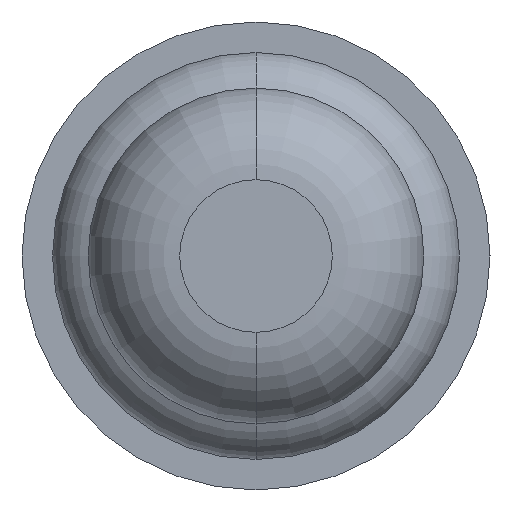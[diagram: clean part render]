
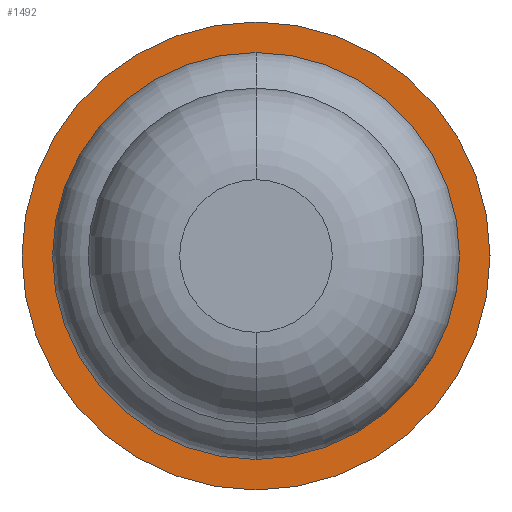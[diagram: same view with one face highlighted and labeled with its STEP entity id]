
A CAD part, front view. The second image highlights one B-rep face of the part: STEP entity #1492.
In plain terms, the highlighted planar face has unit normal (0, -1, 0).
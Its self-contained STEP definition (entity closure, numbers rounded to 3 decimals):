
#32 = ORIENTED_EDGE ( 'NONE', *, *, #112, .F. ) ;
#48 = FACE_OUTER_BOUND ( 'NONE', #2226, .T. ) ;
#112 = EDGE_CURVE ( 'Defeature ausgef�hrt2_10+Defeature ausgef�hrt2_11+Defeature ausgef�hrt2_11+Defeature ausgef�hrt2_11', #2122, #3164, #623, .T. ) ;
#124 = AXIS2_PLACEMENT_3D ( 'NONE', #4011, #3997, #956 ) ;
#347 = CIRCLE ( 'NONE', #2197, 0.5 ) ;
#377 = CARTESIAN_POINT ( 'NONE',  ( 0., 5.3, 1.15 ) ) ;
#623 = CIRCLE ( 'NONE', #3462, 1.15 ) ;
#824 = AXIS2_PLACEMENT_3D ( 'NONE', #2934, #3321, #941 ) ;
#923 = CARTESIAN_POINT ( 'NONE',  ( 0., 5.3, 0.5 ) ) ;
#941 = DIRECTION ( 'NONE',  ( 0., 0., 1. ) ) ;
#956 = DIRECTION ( 'NONE',  ( 0., 0., -1. ) ) ;
#1341 = DIRECTION ( 'NONE',  ( 0., 1., 0. ) ) ;
#1409 = FACE_BOUND ( 'NONE', #2331, .T. ) ;
#1439 = DIRECTION ( 'NONE',  ( 0., 1., 0. ) ) ;
#1454 = CIRCLE ( 'NONE', #3554, 1.15 ) ;
#1492 = ADVANCED_FACE ( 'Defeature ausgef�hrt2_11', ( #1409, #48 ), #2978, .T. ) ;
#1775 = DIRECTION ( 'NONE',  ( 0., 0., 1. ) ) ;
#1831 = CARTESIAN_POINT ( 'NONE',  ( 0., 5.3, -0.5 ) ) ;
#1912 = VERTEX_POINT ( 'NONE', #923 ) ;
#2093 = CARTESIAN_POINT ( 'NONE',  ( 0., 5.3, 0. ) ) ;
#2122 = VERTEX_POINT ( 'NONE', #377 ) ;
#2197 = AXIS2_PLACEMENT_3D ( 'NONE', #2093, #1439, #2423 ) ;
#2226 = EDGE_LOOP ( 'NONE', ( #32, #3908 ) ) ;
#2331 = EDGE_LOOP ( 'NONE', ( #4116, #3976 ) ) ;
#2410 = CARTESIAN_POINT ( 'NONE',  ( 0., 5.3, 0. ) ) ;
#2423 = DIRECTION ( 'NONE',  ( 0., 0., 1. ) ) ;
#2725 = DIRECTION ( 'NONE',  ( 0., 1., 0. ) ) ;
#2735 = CARTESIAN_POINT ( 'NONE',  ( 0., 5.3, 0. ) ) ;
#2855 = CIRCLE ( 'NONE', #824, 0.5 ) ;
#2880 = EDGE_CURVE ( 'Defeature ausgef�hrt2_10+Defeature ausgef�hrt2_11+Defeature ausgef�hrt2_11+Defeature ausgef�hrt2_11', #3164, #2122, #1454, .T. ) ;
#2934 = CARTESIAN_POINT ( 'NONE',  ( 0., 5.3, 0. ) ) ;
#2978 = PLANE ( 'NONE',  #124 ) ;
#3139 = DIRECTION ( 'NONE',  ( 0., 0., 1. ) ) ;
#3164 = VERTEX_POINT ( 'NONE', #4269 ) ;
#3321 = DIRECTION ( 'NONE',  ( 0., 1., 0. ) ) ;
#3432 = EDGE_CURVE ( 'Defeature ausgef�hrt2_11+Defeature ausgef�hrt2_9+Defeature ausgef�hrt2_9+Defeature ausgef�hrt2_9', #3868, #1912, #347, .T. ) ;
#3462 = AXIS2_PLACEMENT_3D ( 'NONE', #2410, #1341, #3139 ) ;
#3554 = AXIS2_PLACEMENT_3D ( 'NONE', #2735, #2725, #1775 ) ;
#3868 = VERTEX_POINT ( 'NONE', #1831 ) ;
#3908 = ORIENTED_EDGE ( 'NONE', *, *, #2880, .F. ) ;
#3976 = ORIENTED_EDGE ( 'NONE', *, *, #3432, .T. ) ;
#3997 = DIRECTION ( 'NONE',  ( 0., -1., 0. ) ) ;
#4011 = CARTESIAN_POINT ( 'NONE',  ( -1.15, 5.3, 0. ) ) ;
#4116 = ORIENTED_EDGE ( 'NONE', *, *, #4211, .T. ) ;
#4211 = EDGE_CURVE ( 'Defeature ausgef�hrt2_11+Defeature ausgef�hrt2_9+Defeature ausgef�hrt2_9+Defeature ausgef�hrt2_9', #1912, #3868, #2855, .T. ) ;
#4269 = CARTESIAN_POINT ( 'NONE',  ( 0., 5.3, -1.15 ) ) ;
